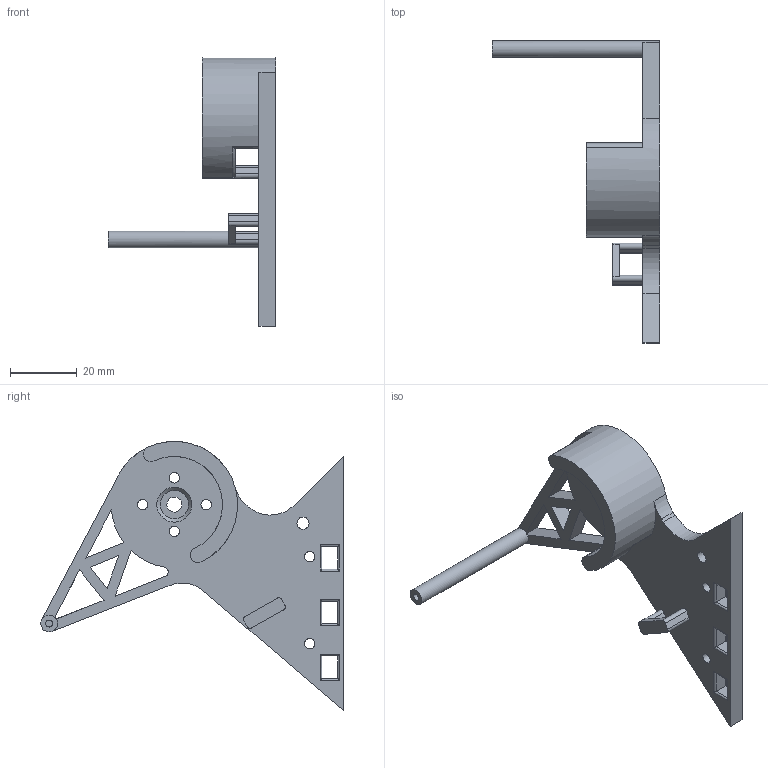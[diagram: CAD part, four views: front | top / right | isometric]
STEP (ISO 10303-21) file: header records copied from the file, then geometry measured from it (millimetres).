
FILE_DESCRIPTION(/* description */ (''),/* implementation_level */ '2;1');
FILE_NAME(/* name */ 'WeaponMountRightPlateV1.ipt.step',/* time_stamp */ '2024-02-27T11:31:24-06:00',/* author */ ('smz3rm'),/* organization */ (''),/* preprocessor_version */ 'ST-DEVELOPER v18',/* originating_system */ 'Autodesk Inventor 2020',/* authorisation */ '');
FILE_SCHEMA (('AUTOMOTIVE_DESIGN { 1 0 10303 214 3 1 1 }'));
Length unit declared in the file: millimetre
Products named in the file (1): WeaponMountRightPlateV1
Bounding box: 50 x 90.36 x 80.42 mm (x, y, z)
Volume: 20570.9 mm3; surface area: 12487.6 mm2
Topology: 1 solids, 1 shells, 104 faces, 291 edges, 189 vertices
Faces by surface type: cylinder 53, plane 46, cone 3, torus 2
Full cylindrical faces by diameter (mm): 2.1 x1, 3.1 x6, 3.6 x1, 4.5 x1, 5 x1, 8.5 x1
Entity records: 3594 total; most frequent: CARTESIAN_POINT 663, DIRECTION 608, ORIENTED_EDGE 582, EDGE_CURVE 291, AXIS2_PLACEMENT_3D 218, VERTEX_POINT 189, LINE 172, VECTOR 172
